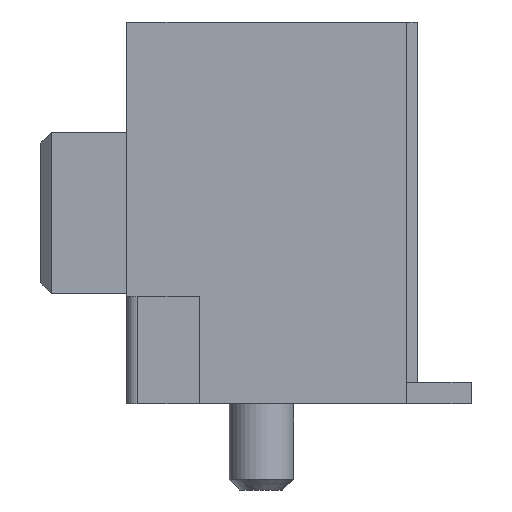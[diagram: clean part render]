
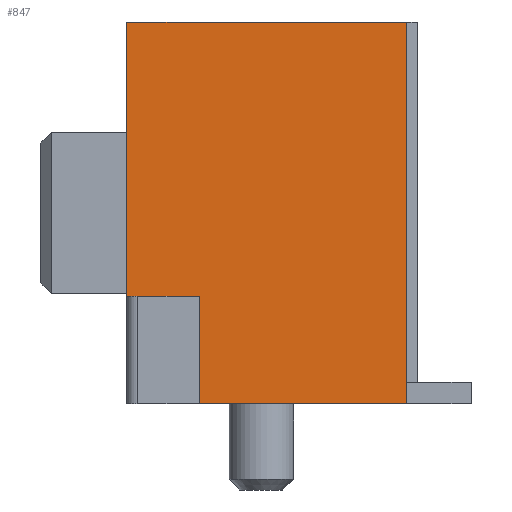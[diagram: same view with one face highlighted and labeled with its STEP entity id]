
A CAD part, left-side view. The second image highlights one B-rep face of the part: STEP entity #847.
In plain terms, the highlighted planar face has unit normal (-1, 0, 0).
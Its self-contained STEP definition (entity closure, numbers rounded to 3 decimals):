
#55=PLANE('',#916);
#100=FACE_OUTER_BOUND('',#147,.T.);
#147=EDGE_LOOP('',(#747,#748,#749,#750,#751,#752));
#171=LINE('',#1183,#273);
#183=LINE('',#1223,#285);
#189=LINE('',#1235,#291);
#233=LINE('',#1323,#335);
#250=LINE('',#1358,#352);
#251=LINE('',#1359,#353);
#273=VECTOR('',#953,10.);
#285=VECTOR('',#997,10.);
#291=VECTOR('',#1009,10.);
#335=VECTOR('',#1091,10.);
#352=VECTOR('',#1126,10.);
#353=VECTOR('',#1127,10.);
#386=VERTEX_POINT('',#1180);
#387=VERTEX_POINT('',#1182);
#399=VERTEX_POINT('',#1222);
#402=VERTEX_POINT('',#1234);
#427=VERTEX_POINT('',#1321);
#436=VERTEX_POINT('',#1357);
#460=EDGE_CURVE('',#387,#386,#171,.T.);
#479=EDGE_CURVE('',#399,#387,#183,.T.);
#485=EDGE_CURVE('',#402,#399,#189,.T.);
#529=EDGE_CURVE('',#386,#427,#233,.T.);
#546=EDGE_CURVE('',#436,#427,#250,.T.);
#547=EDGE_CURVE('',#402,#436,#251,.T.);
#747=ORIENTED_EDGE('',*,*,#479,.T.);
#748=ORIENTED_EDGE('',*,*,#460,.T.);
#749=ORIENTED_EDGE('',*,*,#529,.T.);
#750=ORIENTED_EDGE('',*,*,#546,.F.);
#751=ORIENTED_EDGE('',*,*,#547,.F.);
#752=ORIENTED_EDGE('',*,*,#485,.T.);
#847=ADVANCED_FACE('',(#100),#55,.T.);
#916=AXIS2_PLACEMENT_3D('',#1356,#1124,#1125);
#953=DIRECTION('',(0.,-1.,0.));
#997=DIRECTION('',(0.,0.,-1.));
#1009=DIRECTION('',(0.,-1.,0.));
#1091=DIRECTION('',(0.,0.,1.));
#1124=DIRECTION('center_axis',(-1.,0.,0.));
#1125=DIRECTION('ref_axis',(0.,-1.,0.));
#1126=DIRECTION('',(0.,-1.,0.));
#1127=DIRECTION('',(0.,0.,1.));
#1180=CARTESIAN_POINT('',(-3.5,-1.35,0.));
#1182=CARTESIAN_POINT('',(-3.5,1.05,0.));
#1183=CARTESIAN_POINT('',(-3.5,1.25,0.));
#1222=CARTESIAN_POINT('',(-3.5,1.05,1.));
#1223=CARTESIAN_POINT('',(-3.5,1.05,0.));
#1234=CARTESIAN_POINT('',(-3.5,1.25,1.));
#1235=CARTESIAN_POINT('',(-3.5,1.082,1.));
#1321=CARTESIAN_POINT('',(-3.5,-1.35,3.55));
#1323=CARTESIAN_POINT('',(-3.5,-1.35,0.));
#1356=CARTESIAN_POINT('Origin',(-3.5,1.25,0.));
#1357=CARTESIAN_POINT('',(-3.5,1.25,3.55));
#1358=CARTESIAN_POINT('',(-3.5,1.25,3.55));
#1359=CARTESIAN_POINT('',(-3.5,1.25,0.));
